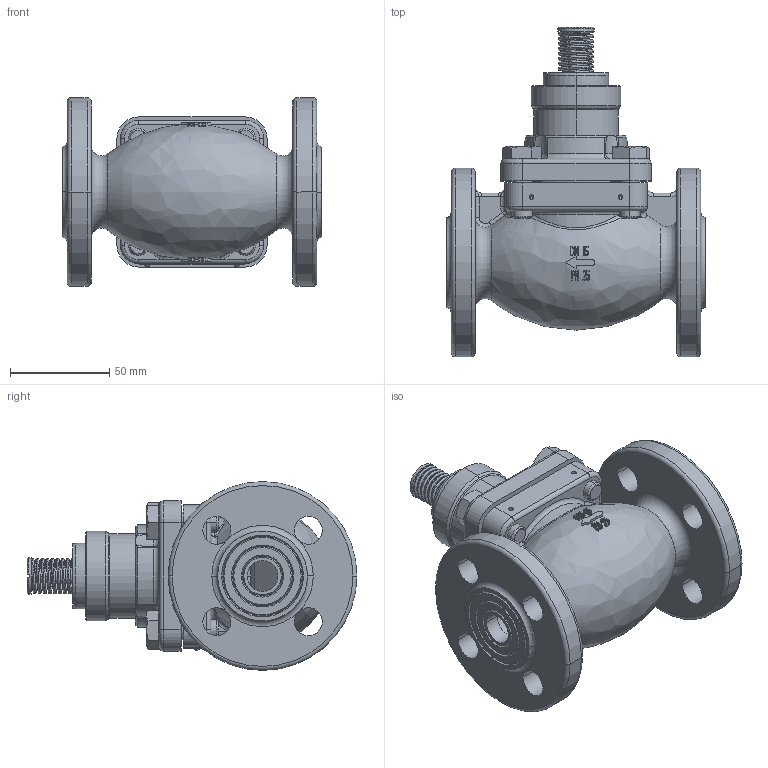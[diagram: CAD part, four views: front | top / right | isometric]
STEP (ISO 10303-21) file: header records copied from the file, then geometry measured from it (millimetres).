
FILE_DESCRIPTION((''),'2;1');
FILE_NAME('065B0780_ASM','2015-02-26T',('u317927'),('Danfoss'),'PRO/ENGINEER BY PARAMETRIC TECHNOLOGY CORPORATION, 2014000','PRO/ENGINEER BY PARAMETRIC TECHNOLOGY CORPORATION, 2014000','');
FILE_SCHEMA(('CONFIG_CONTROL_DESIGN'));
Length unit declared in the file: millimetre
Products named in the file (11): 8400134; 8400010; 8882839; 8882851; 5101801; 8882837; 8880037; 5184004; 8882857; 5589604; 065B0780_ASM
Assembly tree (14 placements, depth 2):
  065B0780_ASM
    8400134
    8400010
    8882839
    8882851
    5101801  x4
    8882837
    8880037
    5184004
    8882857
    5589604  x2
Bounding box: 130 x 166 x 95 mm (x, y, z)
Volume: 465999.9 mm3; surface area: 134410.6 mm2
Topology: 14 solids, 29 shells, 1076 faces, 2723 edges, 1720 vertices
Faces by surface type: plane 573, cylinder 227, torus 98, cone 86, bspline 80, sphere 12
Entity records: 43702 total; most frequent: CARTESIAN_POINT 19807, ORIENTED_EDGE 5034, DIRECTION 4756, EDGE_CURVE 2541, AXIS2_PLACEMENT_3D 1758, VERTEX_POINT 1611, VECTOR 1240, LINE 1240
